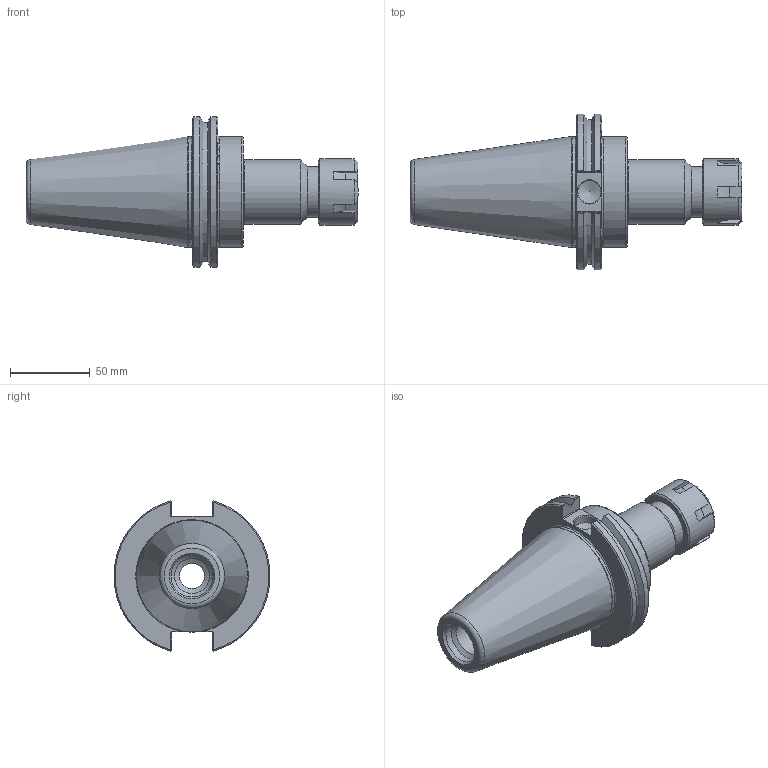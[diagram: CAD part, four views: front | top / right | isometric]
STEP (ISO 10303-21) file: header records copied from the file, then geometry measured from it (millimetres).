
FILE_DESCRIPTION((''),'2;1');
FILE_NAME('C50-25ER422CN.stp','2014-07-31T15:48:29',('kaykin'),(''),'Autodesk Inventor 2012','Autodesk Inventor 2012','');
FILE_SCHEMA(('AUTOMOTIVE_DESIGN { 1 0 10303 214 1 1 1 1 }'));
Length unit declared in the file: inch
Products named in the file (3): C50-25ER422CN; C50-25ER4-1; 25ERCN
Assembly tree (2 placements, depth 2):
  C50-25ER422CN
    C50-25ER4-1
    25ERCN
Bounding box: 208.79 x 98.06 x 94.71 mm (x, y, z)
Volume: 445456 mm3; surface area: 64293.7 mm2
Topology: 2 solids, 2 shells, 139 faces, 365 edges, 235 vertices
Faces by surface type: plane 56, cylinder 43, cone 29, torus 11
Full cylindrical faces by diameter (mm): 14.3 x1, 15.748 x1, 18.034 x1, 20.18 x1, 21.971 x1, 26.365 x1, 26.86 x1, 30.5 x1, 32 x1, 32.88 x1, 40.513 x1, 42 x1, 69.342 x1, 69.85 x1
Entity records: 4324 total; most frequent: CARTESIAN_POINT 952, DIRECTION 658, ORIENTED_EDGE 652, EDGE_CURVE 326, AXIS2_PLACEMENT_3D 258, VERTEX_POINT 230, EDGE_LOOP 182, VECTOR 142
